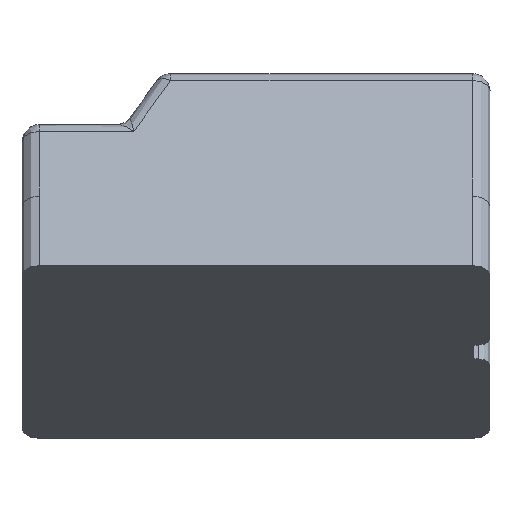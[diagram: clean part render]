
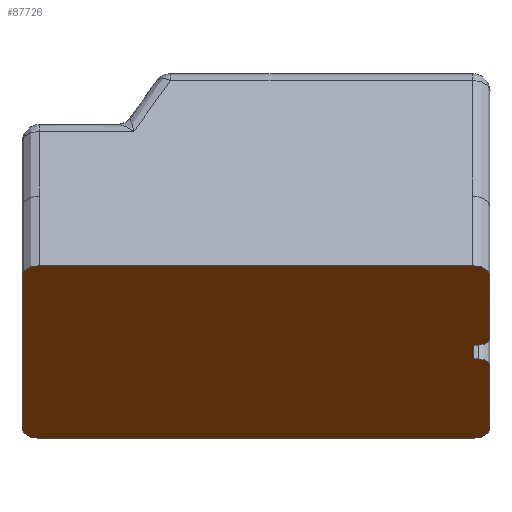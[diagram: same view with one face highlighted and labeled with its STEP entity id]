
A CAD part, left-side view. The second image highlights one B-rep face of the part: STEP entity #87726.
In plain terms, the highlighted planar face has unit normal (-0.599, 0, -0.801).
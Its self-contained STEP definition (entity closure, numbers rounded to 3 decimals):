
#7707=LINE('',#169454,#15831);
#7725=LINE('',#169513,#15849);
#7730=LINE('',#169527,#15854);
#7731=LINE('',#169530,#15855);
#7732=LINE('',#169534,#15856);
#7733=LINE('',#169537,#15857);
#7734=LINE('',#169541,#15858);
#7735=LINE('',#169544,#15859);
#15831=VECTOR('',#112698,2.);
#15849=VECTOR('',#112768,37.5);
#15854=VECTOR('',#112787,0.4);
#15855=VECTOR('',#112790,9.);
#15856=VECTOR('',#112793,37.5);
#15857=VECTOR('',#112796,22.);
#15858=VECTOR('',#112799,9.);
#15859=VECTOR('',#112802,0.4);
#25003=FACE_OUTER_BOUND('',#30002,.T.);
#30002=EDGE_LOOP('',(#75474,#75475,#75476,#75477,#75478,#75479,#75480,#75481,
#75482,#75483,#75484,#75485,#75486,#75487));
#32410=CIRCLE('',#93723,1.5);
#32411=CIRCLE('',#93730,1.);
#32412=CIRCLE('',#93733,1.5);
#32413=CIRCLE('',#93734,1.5);
#32414=CIRCLE('',#93735,1.5);
#32415=CIRCLE('',#93736,1.);
#40062=VERTEX_POINT('',#169451);
#40063=VERTEX_POINT('',#169453);
#40076=VERTEX_POINT('',#169505);
#40077=VERTEX_POINT('',#169507);
#40078=VERTEX_POINT('',#169511);
#40079=VERTEX_POINT('',#169521);
#40080=VERTEX_POINT('',#169523);
#40081=VERTEX_POINT('',#169529);
#40082=VERTEX_POINT('',#169531);
#40083=VERTEX_POINT('',#169533);
#40084=VERTEX_POINT('',#169535);
#40085=VERTEX_POINT('',#169538);
#40086=VERTEX_POINT('',#169540);
#40087=VERTEX_POINT('',#169542);
#52020=EDGE_CURVE('',#40063,#40062,#7707,.T.);
#52044=EDGE_CURVE('',#40077,#40076,#32410,.T.);
#52047=EDGE_CURVE('',#40076,#40078,#7725,.T.);
#52051=EDGE_CURVE('',#40079,#40080,#32411,.T.);
#52053=EDGE_CURVE('',#40062,#40080,#7730,.T.);
#52054=EDGE_CURVE('',#40079,#40081,#7731,.T.);
#52055=EDGE_CURVE('',#40081,#40082,#32412,.T.);
#52056=EDGE_CURVE('',#40082,#40083,#7732,.T.);
#52057=EDGE_CURVE('',#40083,#40084,#32413,.T.);
#52058=EDGE_CURVE('',#40084,#40077,#7733,.T.);
#52059=EDGE_CURVE('',#40078,#40085,#32414,.T.);
#52060=EDGE_CURVE('',#40085,#40086,#7734,.T.);
#52061=EDGE_CURVE('',#40087,#40086,#32415,.T.);
#52062=EDGE_CURVE('',#40087,#40063,#7735,.T.);
#75474=ORIENTED_EDGE('',*,*,#52051,.F.);
#75475=ORIENTED_EDGE('',*,*,#52054,.T.);
#75476=ORIENTED_EDGE('',*,*,#52055,.T.);
#75477=ORIENTED_EDGE('',*,*,#52056,.T.);
#75478=ORIENTED_EDGE('',*,*,#52057,.T.);
#75479=ORIENTED_EDGE('',*,*,#52058,.T.);
#75480=ORIENTED_EDGE('',*,*,#52044,.T.);
#75481=ORIENTED_EDGE('',*,*,#52047,.T.);
#75482=ORIENTED_EDGE('',*,*,#52059,.T.);
#75483=ORIENTED_EDGE('',*,*,#52060,.T.);
#75484=ORIENTED_EDGE('',*,*,#52061,.F.);
#75485=ORIENTED_EDGE('',*,*,#52062,.T.);
#75486=ORIENTED_EDGE('',*,*,#52020,.T.);
#75487=ORIENTED_EDGE('',*,*,#52053,.T.);
#80468=PLANE('',#93732);
#87726=ADVANCED_FACE('',(#25003),#80468,.F.);
#93723=AXIS2_PLACEMENT_3D('',#169508,#112762,#112763);
#93730=AXIS2_PLACEMENT_3D('',#169524,#112782,#112783);
#93732=AXIS2_PLACEMENT_3D('',#169528,#112788,#112789);
#93733=AXIS2_PLACEMENT_3D('',#169532,#112791,#112792);
#93734=AXIS2_PLACEMENT_3D('',#169536,#112794,#112795);
#93735=AXIS2_PLACEMENT_3D('',#169539,#112797,#112798);
#93736=AXIS2_PLACEMENT_3D('',#169543,#112800,#112801);
#112698=DIRECTION('',(-0.801,0.,0.599));
#112762=DIRECTION('center_axis',(-0.599,0.,
-0.801));
#112763=DIRECTION('ref_axis',(-0.801,0.,
0.599));
#112768=DIRECTION('',(0.,-1.,0.));
#112782=DIRECTION('center_axis',(0.599,0.,
0.801));
#112783=DIRECTION('ref_axis',(0.566,-0.707,-0.423));
#112787=DIRECTION('',(0.,-1.,0.));
#112788=DIRECTION('center_axis',(0.599,0.,
0.801));
#112789=DIRECTION('ref_axis',(0.801,0.,-0.599));
#112790=DIRECTION('',(-0.801,0.,0.599));
#112791=DIRECTION('center_axis',(-0.599,0.,
-0.801));
#112792=DIRECTION('ref_axis',(0.801,0.,-0.599));
#112793=DIRECTION('',(0.,1.,0.));
#112794=DIRECTION('center_axis',(-0.599,0.,
-0.801));
#112795=DIRECTION('ref_axis',(0.,-1.,0.));
#112796=DIRECTION('',(0.801,0.,-0.599));
#112797=DIRECTION('center_axis',(-0.599,0.,
-0.801));
#112798=DIRECTION('ref_axis',(0.,1.,0.));
#112799=DIRECTION('',(-0.801,0.,0.599));
#112800=DIRECTION('center_axis',(0.599,0.,
0.801));
#112801=DIRECTION('ref_axis',(-0.566,-0.707,0.423));
#112802=DIRECTION('',(0.,1.,0.));
#169451=CARTESIAN_POINT('',(-35.581,-29.063,-2.488));
#169453=CARTESIAN_POINT('',(-33.978,-29.063,-3.685));
#169454=CARTESIAN_POINT('',(-34.379,-29.063,-3.386));
#169505=CARTESIAN_POINT('',(-24.766,8.537,-10.568));
#169507=CARTESIAN_POINT('',(-25.967,10.037,-9.67));
#169508=CARTESIAN_POINT('Origin',(-25.967,8.537,-9.67));
#169511=CARTESIAN_POINT('',(-24.766,-28.963,-10.568));
#169513=CARTESIAN_POINT('',(-24.766,8.537,-10.568));
#169521=CARTESIAN_POINT('',(-36.382,-30.463,-1.889));
#169523=CARTESIAN_POINT('',(-35.581,-29.463,-2.488));
#169524=CARTESIAN_POINT('Origin',(-36.382,-29.463,-1.889));
#169527=CARTESIAN_POINT('',(-35.581,-19.638,-2.488));
#169528=CARTESIAN_POINT('Origin',(-34.779,-10.213,-3.086));
#169529=CARTESIAN_POINT('',(-43.592,-30.463,3.497));
#169530=CARTESIAN_POINT('',(-25.967,-30.463,-9.67));
#169531=CARTESIAN_POINT('',(-44.793,-28.963,4.395));
#169532=CARTESIAN_POINT('Origin',(-43.592,-28.963,3.497));
#169533=CARTESIAN_POINT('',(-44.793,8.537,4.395));
#169534=CARTESIAN_POINT('',(-44.793,-28.963,4.395));
#169535=CARTESIAN_POINT('',(-43.592,10.037,3.497));
#169536=CARTESIAN_POINT('Origin',(-43.592,8.537,3.497));
#169537=CARTESIAN_POINT('',(-43.592,10.037,3.497));
#169538=CARTESIAN_POINT('',(-25.967,-30.463,-9.67));
#169539=CARTESIAN_POINT('Origin',(-25.967,-28.963,-9.67));
#169540=CARTESIAN_POINT('',(-33.177,-30.463,-4.284));
#169541=CARTESIAN_POINT('',(-25.967,-30.463,-9.67));
#169542=CARTESIAN_POINT('',(-33.978,-29.463,-3.685));
#169543=CARTESIAN_POINT('Origin',(-33.177,-29.463,-4.284));
#169544=CARTESIAN_POINT('',(-33.978,-20.338,-3.685));
